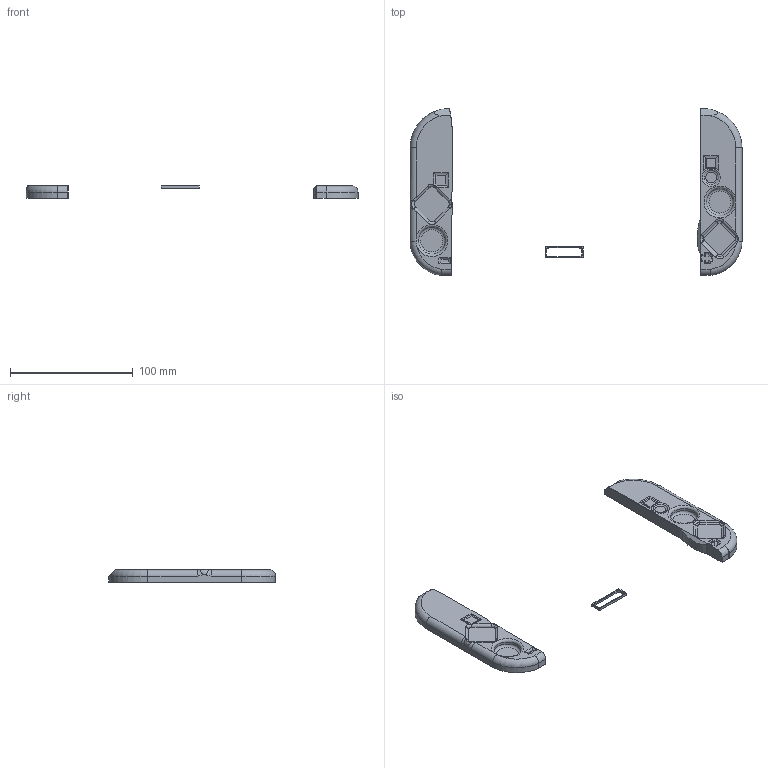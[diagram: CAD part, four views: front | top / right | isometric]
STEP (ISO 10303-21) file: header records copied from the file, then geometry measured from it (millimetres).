
FILE_DESCRIPTION(('HOOPS Exchange Step'),'2;1');
FILE_NAME('temp_export','2025-06-26T00:45:17-04:00',('bobwulff'),('Shapr3D Limited'),'HOOPS Exchange 2024.8','Shapr3D','Authorized');
FILE_SCHEMA( ('AP242_MANAGED_MODEL_BASED_3D_ENGINEERING_MIM_LF {1 0 10303 442 1 1 4}') );
Length unit declared in the file: millimetre
Products named in the file (3): shellTOP; Controller Shell; root
Assembly tree (2 placements, depth 3):
  root
    Controller Shell
      shellTOP
Bounding box: 269.99 x 135.72 x 10 mm (x, y, z)
Volume: 75607.1 mm3; surface area: 23663.4 mm2
Topology: 3 solids, 3 shells, 167 faces, 421 edges, 264 vertices
Faces by surface type: cylinder 67, plane 59, torus 29, bspline 8, cone 2, sphere 2
Full cylindrical faces by diameter (mm): 22 x2
Entity records: 6457 total; most frequent: CARTESIAN_POINT 2311, DIRECTION 887, ORIENTED_EDGE 840, EDGE_CURVE 420, AXIS2_PLACEMENT_3D 339, VERTEX_POINT 264, VECTOR 209, LINE 209
